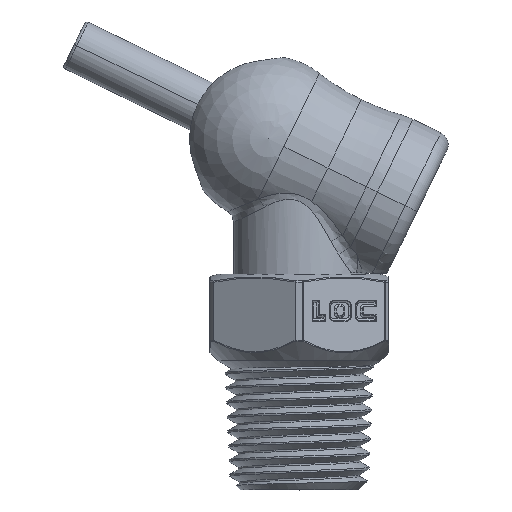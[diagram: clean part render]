
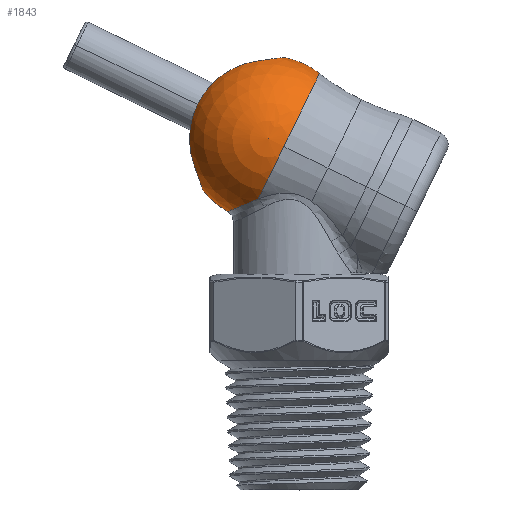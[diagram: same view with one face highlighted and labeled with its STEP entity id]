
A CAD part, top view. The second image highlights one B-rep face of the part: STEP entity #1843.
In plain terms, the highlighted spherical face has radius 7.828 mm.
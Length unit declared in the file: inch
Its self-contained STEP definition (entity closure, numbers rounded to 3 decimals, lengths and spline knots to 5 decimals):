
#283 = EDGE_LOOP ( 'NONE', ( #4567, #4566, #4565, #4564, #4563, #4562, #7098, #7140 ) ) ;
#534 = VERTEX_POINT ( 'NONE', #3041 ) ;
#562 = VERTEX_POINT ( 'NONE', #2991 ) ;
#597 = VERTEX_POINT ( 'NONE', #2927 ) ;
#1309 = EDGE_CURVE ( 'NONE', #534, #562, #10732, .T. ) ;
#1313 = EDGE_CURVE ( 'NONE', #562, #597, #10736, .T. ) ;
#1339 = EDGE_CURVE ( 'NONE', #9301, #9316, #10761, .T. ) ;
#1343 = EDGE_CURVE ( 'NONE', #597, #11396, #10767, .T. ) ;
#1843 = ADVANCED_FACE ( 'NONE', ( #14512 ), #14513, .T. ) ;
#2707 = DIRECTION ( 'NONE',  ( 1., 0., 0. ) ) ;
#2708 = DIRECTION ( 'NONE',  ( 0., 0., 1. ) ) ;
#2709 = CARTESIAN_POINT ( 'NONE',  ( 0.00564, -0.00108, 0. ) ) ;
#2719 = DIRECTION ( 'NONE',  ( 0., 1., 0. ) ) ;
#2720 = DIRECTION ( 'NONE',  ( 0., 0., -1. ) ) ;
#2721 = CARTESIAN_POINT ( 'NONE',  ( 0.00564, -0.00108, 0. ) ) ;
#2927 = CARTESIAN_POINT ( 'NONE',  ( 0.06977, 0.30036, 0. ) ) ;
#2991 = CARTESIAN_POINT ( 'NONE',  ( 0.06977, -0.00108, 0.30143 ) ) ;
#3041 = CARTESIAN_POINT ( 'NONE',  ( 0.06977, -0.21652, 0.21082 ) ) ;
#4562 = ORIENTED_EDGE ( 'NONE', *, *, #10960, .T. ) ;
#4563 = ORIENTED_EDGE ( 'NONE', *, *, #1343, .T. ) ;
#4564 = ORIENTED_EDGE ( 'NONE', *, *, #1313, .T. ) ;
#4565 = ORIENTED_EDGE ( 'NONE', *, *, #1309, .T. ) ;
#4566 = ORIENTED_EDGE ( 'NONE', *, *, #10961, .T. ) ;
#4567 = ORIENTED_EDGE ( 'NONE', *, *, #1339, .F. ) ;
#5239 = DIRECTION ( 'NONE',  ( 0., 0., -1. ) ) ;
#5240 = CARTESIAN_POINT ( 'NONE',  ( 0.00564, -0.00108, 0. ) ) ;
#5242 = DIRECTION ( 'NONE',  ( 0., 1., 0. ) ) ;
#6100 = B_SPLINE_CURVE_WITH_KNOTS ( 'NONE', 3,
 ( #16314, #16315, #16319, #16320, #16321, #16322, #16323, #16324, #16325, #16326, #16327, #16328, #16329, #16330 ),
 .UNSPECIFIED., .F., .F.,
 ( 4, 2, 2, 2, 2, 2, 4 ),
 ( 0.00647, 0.00808, 0.00889, 0.0097, 0.01131, 0.01212, 0.01293 ),
 .UNSPECIFIED. ) ;
#6280 = DIRECTION ( 'NONE',  ( 0., 0., 1. ) ) ;
#6281 = DIRECTION ( 'NONE',  ( -1., 0., 0. ) ) ;
#6282 = CARTESIAN_POINT ( 'NONE',  ( 0.06977, -0.00108, 0. ) ) ;
#6293 = DIRECTION ( 'NONE',  ( 0., 0., 1. ) ) ;
#6294 = DIRECTION ( 'NONE',  ( -1., 0., 0. ) ) ;
#6295 = CARTESIAN_POINT ( 'NONE',  ( 0.06977, -0.00108, 0. ) ) ;
#7098 = ORIENTED_EDGE ( 'NONE', *, *, #10959, .F. ) ;
#7140 = ORIENTED_EDGE ( 'NONE', *, *, #10958, .T. ) ;
#9301 = VERTEX_POINT ( 'NONE', #18137 ) ;
#9316 = VERTEX_POINT ( 'NONE', #18152 ) ;
#9325 = VERTEX_POINT ( 'NONE', #18161 ) ;
#9376 = VERTEX_POINT ( 'NONE', #18212 ) ;
#10732 = CIRCLE ( 'NONE', #11174, 0.30143 ) ;
#10736 = CIRCLE ( 'NONE', #11178, 0.30143 ) ;
#10761 = CIRCLE ( 'NONE', #11188, 0.30818 ) ;
#10767 = CIRCLE ( 'NONE', #11192, 0.30818 ) ;
#10958 = EDGE_CURVE ( 'NONE', #9325, #9316, #13564, .T. ) ;
#10959 = EDGE_CURVE ( 'NONE', #9325, #9376, #13566, .T. ) ;
#10960 = EDGE_CURVE ( 'NONE', #11396, #9376, #13568, .T. ) ;
#10961 = EDGE_CURVE ( 'NONE', #9301, #534, #6100, .T. ) ;
#11174 = AXIS2_PLACEMENT_3D ( 'NONE', #6295, #6294, #6293 ) ;
#11178 = AXIS2_PLACEMENT_3D ( 'NONE', #6282, #6281, #6280 ) ;
#11188 = AXIS2_PLACEMENT_3D ( 'NONE', #2721, #2720, #2719 ) ;
#11192 = AXIS2_PLACEMENT_3D ( 'NONE', #2709, #2708, #2707 ) ;
#11396 = VERTEX_POINT ( 'NONE', #16336 ) ;
#13564 = CIRCLE ( 'NONE', #18489, 0.09834 ) ;
#13566 = CIRCLE ( 'NONE', #18490, 0.29207 ) ;
#13568 = CIRCLE ( 'NONE', #18491, 0.09834 ) ;
#14512 = FACE_OUTER_BOUND ( 'NONE', #283, .T. ) ;
#14513 = SPHERICAL_SURFACE ( 'NONE', #18394, 0.30818 ) ;
#16308 = CARTESIAN_POINT ( 'NONE',  ( -0.19725, -0.21117, 0. ) ) ;
#16309 = DIRECTION ( 'NONE',  ( 0.695, 0.719, 0. ) ) ;
#16310 = DIRECTION ( 'NONE',  ( 0.719, -0.695, 0. ) ) ;
#16311 = CARTESIAN_POINT ( 'NONE',  ( 0.00564, -0.00108, 0.09834 ) ) ;
#16312 = DIRECTION ( 'NONE',  ( 0., 0., -1. ) ) ;
#16313 = DIRECTION ( 'NONE',  ( 1., 0., 0. ) ) ;
#16314 = CARTESIAN_POINT ( 'NONE',  ( -0.01263, -0.30871, 0. ) ) ;
#16315 = CARTESIAN_POINT ( 'NONE',  ( -0.01263, -0.30871, 0.02149 ) ) ;
#16316 = CARTESIAN_POINT ( 'NONE',  ( -0.15769, 0.24106, 0. ) ) ;
#16317 = DIRECTION ( 'NONE',  ( 0.559, -0.829, 0. ) ) ;
#16318 = DIRECTION ( 'NONE',  ( 0.829, 0.559, 0. ) ) ;
#16319 = CARTESIAN_POINT ( 'NONE',  ( -0.01064, -0.30662, 0.04251 ) ) ;
#16320 = CARTESIAN_POINT ( 'NONE',  ( -0.00478, -0.30041, 0.07333 ) ) ;
#16321 = CARTESIAN_POINT ( 'NONE',  ( -0.00232, -0.2978, 0.08353 ) ) ;
#16322 = CARTESIAN_POINT ( 'NONE',  ( 0.00341, -0.29168, 0.10312 ) ) ;
#16323 = CARTESIAN_POINT ( 'NONE',  ( 0.00669, -0.28815, 0.11258 ) ) ;
#16324 = CARTESIAN_POINT ( 'NONE',  ( 0.01771, -0.2762, 0.13996 ) ) ;
#16325 = CARTESIAN_POINT ( 'NONE',  ( 0.02676, -0.26626, 0.15702 ) ) ;
#16326 = CARTESIAN_POINT ( 'NONE',  ( 0.04179, -0.24928, 0.17937 ) ) ;
#16327 = CARTESIAN_POINT ( 'NONE',  ( 0.04707, -0.24325, 0.18634 ) ) ;
#16328 = CARTESIAN_POINT ( 'NONE',  ( 0.05809, -0.23044, 0.19932 ) ) ;
#16329 = CARTESIAN_POINT ( 'NONE',  ( 0.06387, -0.22363, 0.20535 ) ) ;
#16330 = CARTESIAN_POINT ( 'NONE',  ( 0.06977, -0.21652, 0.21082 ) ) ;
#16336 = CARTESIAN_POINT ( 'NONE',  ( -0.07615, 0.29605, 0. ) ) ;
#18137 = CARTESIAN_POINT ( 'NONE',  ( -0.01263, -0.30871, 0. ) ) ;
#18152 = CARTESIAN_POINT ( 'NONE',  ( -0.12651, -0.27949, 0. ) ) ;
#18161 = CARTESIAN_POINT ( 'NONE',  ( -0.19725, -0.21117, 0.09834 ) ) ;
#18212 = CARTESIAN_POINT ( 'NONE',  ( -0.15769, 0.24106, 0.09834 ) ) ;
#18394 = AXIS2_PLACEMENT_3D ( 'NONE', #5240, #5239, #5242 ) ;
#18489 = AXIS2_PLACEMENT_3D ( 'NONE', #16308, #16309, #16310 ) ;
#18490 = AXIS2_PLACEMENT_3D ( 'NONE', #16311, #16312, #16313 ) ;
#18491 = AXIS2_PLACEMENT_3D ( 'NONE', #16316, #16317, #16318 ) ;
